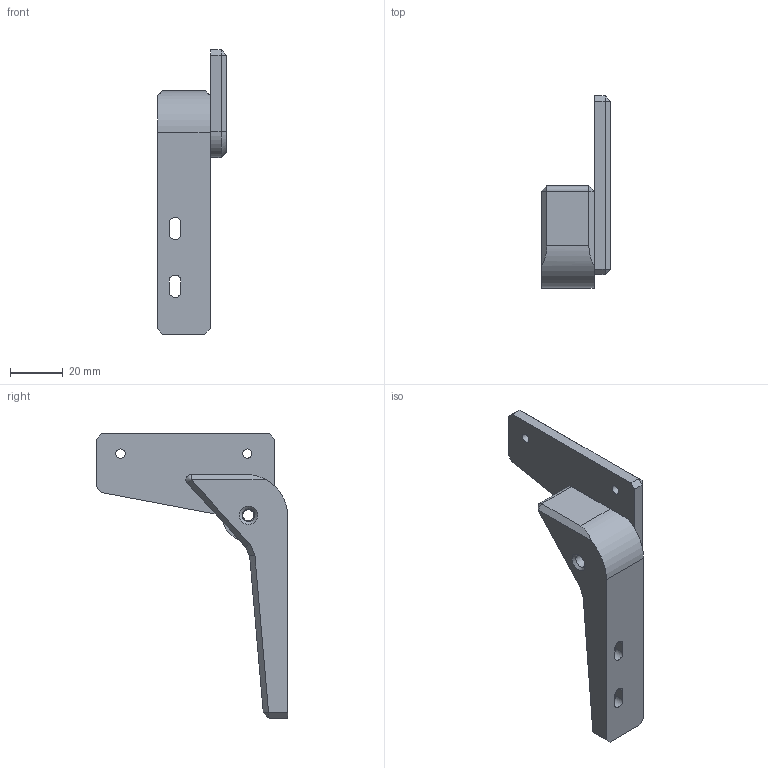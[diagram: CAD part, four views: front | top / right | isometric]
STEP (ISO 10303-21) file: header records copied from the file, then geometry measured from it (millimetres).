
FILE_DESCRIPTION(/* description */ ('','CAx-IF Rec.Pracs.---Representation and Presentation of Product Manufacturing Information (PMI)---4.0---2014-10-13'),/* implementation_level */ '2;1');
FILE_NAME(/* name */ 'hinge.step',/* time_stamp */ '2025-02-12T16:01:12-05:00',/* author */ (''),/* organization */ (''),/* preprocessor_version */ 'ST-DEVELOPER v20',/* originating_system */ 'Autodesk Translation Framework v13.20.0.188',/* authorisation */ '');
FILE_SCHEMA (('AP242_MANAGED_MODEL_BASED_3D_ENGINEERING_MIM_LF { 1 0 10303 442 1 1 4 }'));
Length unit declared in the file: millimetre
Products named in the file (1): hinge
Bounding box: 26.2 x 73.01 x 108.27 mm (x, y, z)
Volume: 39439.7 mm3; surface area: 13398.9 mm2
Topology: 2 solids, 2 shells, 73 faces, 166 edges, 99 vertices
Faces by surface type: plane 51, cylinder 16, cone 6
Full cylindrical faces by diameter (mm): 3.5 x2, 5 x1, 6 x2
Entity records: 2046 total; most frequent: DIRECTION 352, CARTESIAN_POINT 337, ORIENTED_EDGE 328, EDGE_CURVE 164, LINE 124, VECTOR 124, AXIS2_PLACEMENT_3D 114, VERTEX_POINT 99
